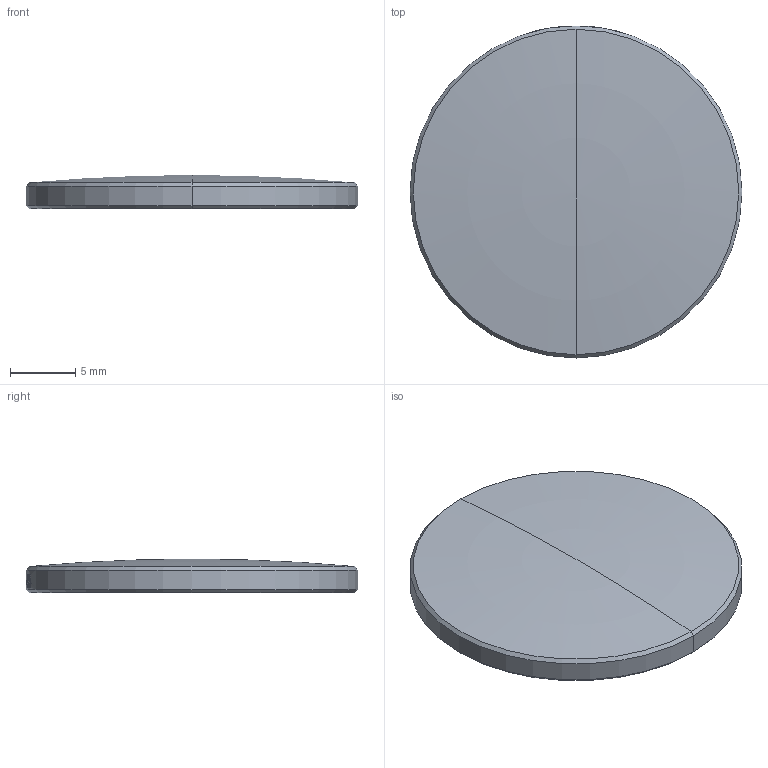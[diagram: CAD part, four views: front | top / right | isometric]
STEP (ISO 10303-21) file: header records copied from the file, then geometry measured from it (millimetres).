
FILE_DESCRIPTION (( 'STEP AP214' ), '1' );
FILE_NAME ('CTN016818-E0W.STEP', '2020-12-31T08:55:32', ( '' ), ( '' ), 'SwSTEP 2.0', 'SolidWorks 2018', '' );
FILE_SCHEMA (( 'AUTOMOTIVE_DESIGN' ));
Length unit declared in the file: inch
Products named in the file (2): CTN016838; CTN016818-E0W
Assembly tree (1 placements, depth 2):
  CTN016818-E0W
    CTN016838
Bounding box: 25.4 x 25.4 x 2.59 mm (x, y, z)
Volume: 1157.6 mm3; surface area: 1151.8 mm2
Topology: 1 solids, 1 shells, 27 faces, 137 edges, 124 vertices
Faces by surface type: cylinder 20, cone 4, torus 2, plane 1
Entity records: 2202 total; most frequent: CARTESIAN_POINT 1056, ORIENTED_EDGE 270, DIRECTION 176, EDGE_CURVE 135, VERTEX_POINT 124, AXIS2_PLACEMENT_3D 72, B_SPLINE_CURVE_WITH_KNOTS 62, CIRCLE 41
